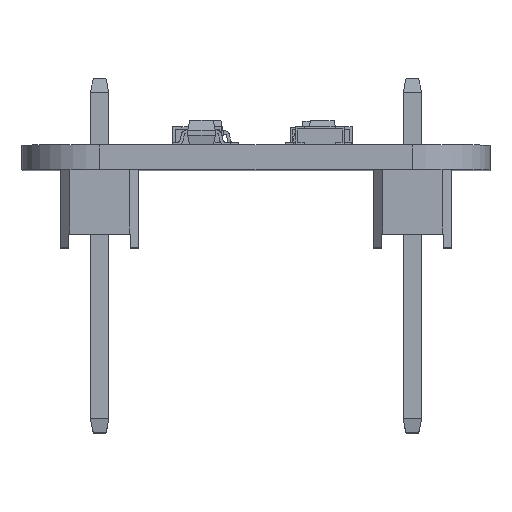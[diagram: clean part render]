
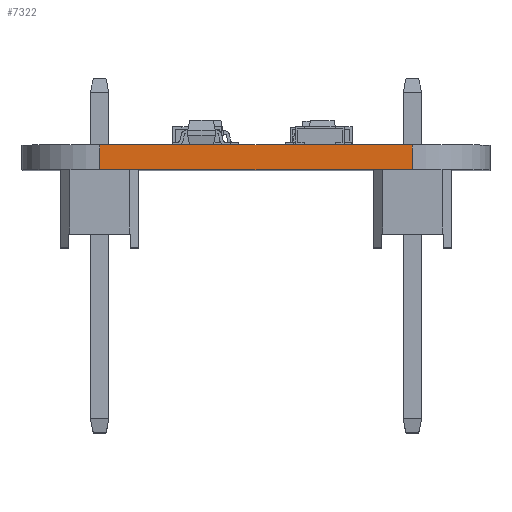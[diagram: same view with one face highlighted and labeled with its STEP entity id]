
A CAD part, top view. The second image highlights one B-rep face of the part: STEP entity #7322.
In plain terms, the highlighted planar face has unit normal (0, 0, 1).
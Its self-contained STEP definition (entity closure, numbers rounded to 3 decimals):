
#583 = VERTEX_POINT ( 'NONE', #6159 ) ;
#1069 = CARTESIAN_POINT ( 'NONE',  ( 5.08, 2.54, 10. ) ) ;
#3030 = CARTESIAN_POINT ( 'NONE',  ( 5.08, 2.54, 10. ) ) ;
#3060 = LINE ( 'NONE', #21981, #4523 ) ;
#4156 = PLANE ( 'NONE',  #25978 ) ;
#4209 = VECTOR ( 'NONE', #22233, 1000. ) ;
#4523 = VECTOR ( 'NONE', #24440, 1000. ) ;
#6159 = CARTESIAN_POINT ( 'NONE',  ( -5.08, 2.54, 10. ) ) ;
#7322 = ADVANCED_FACE ( 'NONE', ( #8808 ), #4156, .F. ) ;
#8060 = VECTOR ( 'NONE', #24574, 1000. ) ;
#8808 = FACE_OUTER_BOUND ( 'NONE', #18496, .T. ) ;
#8981 = CARTESIAN_POINT ( 'NONE',  ( 5.08, 3.34, 10. ) ) ;
#9773 = CARTESIAN_POINT ( 'NONE',  ( -5.08, 3.34, 10. ) ) ;
#11137 = CARTESIAN_POINT ( 'NONE',  ( 5.08, 3.34, 10. ) ) ;
#11402 = LINE ( 'NONE', #9773, #16536 ) ;
#11755 = VERTEX_POINT ( 'NONE', #24039 ) ;
#13531 = DIRECTION ( 'NONE',  ( 0., 0., -1. ) ) ;
#14236 = LINE ( 'NONE', #17504, #8060 ) ;
#14944 = VERTEX_POINT ( 'NONE', #11137 ) ;
#15314 = EDGE_CURVE ( 'NONE', #14944, #26941, #14236, .T. ) ;
#16536 = VECTOR ( 'NONE', #26222, 1000. ) ;
#17504 = CARTESIAN_POINT ( 'NONE',  ( 5.08, 3.34, 10. ) ) ;
#18496 = EDGE_LOOP ( 'NONE', ( #21139, #25359, #21461, #21601 ) ) ;
#20724 = EDGE_CURVE ( 'NONE', #583, #26941, #29187, .T. ) ;
#21139 = ORIENTED_EDGE ( 'NONE', *, *, #20724, .T. ) ;
#21212 = EDGE_CURVE ( 'NONE', #11755, #14944, #3060, .T. ) ;
#21461 = ORIENTED_EDGE ( 'NONE', *, *, #21212, .F. ) ;
#21601 = ORIENTED_EDGE ( 'NONE', *, *, #28839, .T. ) ;
#21981 = CARTESIAN_POINT ( 'NONE',  ( 5.08, 3.34, 10. ) ) ;
#22233 = DIRECTION ( 'NONE',  ( 1., 0., 0. ) ) ;
#22901 = DIRECTION ( 'NONE',  ( -1., 0., 0. ) ) ;
#24039 = CARTESIAN_POINT ( 'NONE',  ( -5.08, 3.34, 10. ) ) ;
#24440 = DIRECTION ( 'NONE',  ( 1., 0., 0. ) ) ;
#24574 = DIRECTION ( 'NONE',  ( 0., -1., 0. ) ) ;
#25359 = ORIENTED_EDGE ( 'NONE', *, *, #15314, .F. ) ;
#25978 = AXIS2_PLACEMENT_3D ( 'NONE', #8981, #13531, #22901 ) ;
#26222 = DIRECTION ( 'NONE',  ( 0., -1., 0. ) ) ;
#26941 = VERTEX_POINT ( 'NONE', #3030 ) ;
#28839 = EDGE_CURVE ( 'NONE', #11755, #583, #11402, .T. ) ;
#29187 = LINE ( 'NONE', #1069, #4209 ) ;
